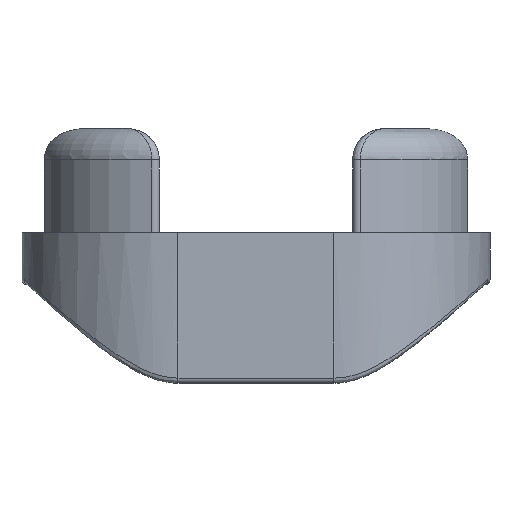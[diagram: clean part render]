
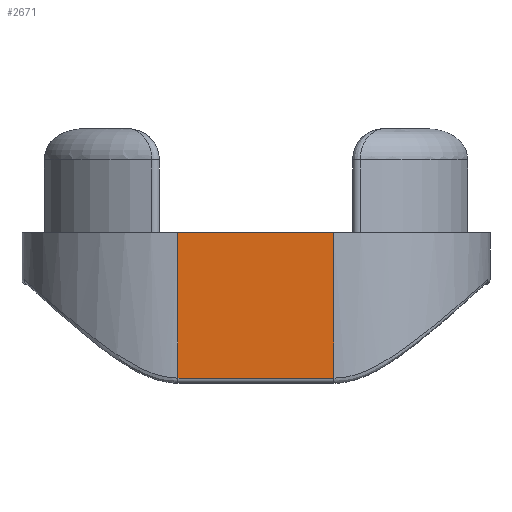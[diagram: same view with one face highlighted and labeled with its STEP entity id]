
A CAD part, front view. The second image highlights one B-rep face of the part: STEP entity #2671.
In plain terms, the highlighted planar face has unit normal (0, -1, 0).
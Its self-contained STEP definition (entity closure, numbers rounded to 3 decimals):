
#8 = EDGE_LOOP ( 'NONE', ( #2920, #2923, #2922, #2925 ) ) ;
#431 = CARTESIAN_POINT ( 'NONE',  ( -915.756, 1950.144, 20. ) ) ;
#438 = FACE_OUTER_BOUND ( 'NONE', #8, .T. ) ;
#439 = PLANE ( 'NONE',  #2375 ) ;
#442 = DIRECTION ( 'NONE',  ( 0., 1., 0. ) ) ;
#443 = DIRECTION ( 'NONE',  ( -1., 0., 0. ) ) ;
#781 = LINE ( 'NONE', #816, #1221 ) ;
#812 = LINE ( 'NONE', #814, #1224 ) ;
#814 = CARTESIAN_POINT ( 'NONE',  ( -915.756, 1950.144, 20. ) ) ;
#815 = DIRECTION ( 'NONE',  ( 0., 0., -1. ) ) ;
#816 = CARTESIAN_POINT ( 'NONE',  ( -915.756, 1950.144, 6.02 ) ) ;
#817 = DIRECTION ( 'NONE',  ( 1., 0., 0. ) ) ;
#818 = LINE ( 'NONE', #820, #1225 ) ;
#820 = CARTESIAN_POINT ( 'NONE',  ( -900.756, 1950.144, 20. ) ) ;
#821 = DIRECTION ( 'NONE',  ( 0., 0., -1. ) ) ;
#1221 = VECTOR ( 'NONE', #817, 1000. ) ;
#1224 = VECTOR ( 'NONE', #815, 1000. ) ;
#1225 = VECTOR ( 'NONE', #821, 1000. ) ;
#1395 = VECTOR ( 'NONE', #1930, 1000. ) ;
#1928 = LINE ( 'NONE', #1929, #1395 ) ;
#1929 = CARTESIAN_POINT ( 'NONE',  ( -915.756, 1950.144, 20. ) ) ;
#1930 = DIRECTION ( 'NONE',  ( 1., 0., 0. ) ) ;
#2375 = AXIS2_PLACEMENT_3D ( 'NONE', #431, #442, #443 ) ;
#2472 = VERTEX_POINT ( 'NONE', #2984 ) ;
#2518 = VERTEX_POINT ( 'NONE', #3417 ) ;
#2519 = VERTEX_POINT ( 'NONE', #3418 ) ;
#2543 = VERTEX_POINT ( 'NONE', #3442 ) ;
#2671 = ADVANCED_FACE ( 'NONE', ( #438 ), #439, .F. ) ;
#2726 = EDGE_CURVE ( 'NONE', #2518, #2472, #812, .T. ) ;
#2727 = EDGE_CURVE ( 'NONE', #2472, #2543, #781, .T. ) ;
#2728 = EDGE_CURVE ( 'NONE', #2519, #2543, #818, .T. ) ;
#2920 = ORIENTED_EDGE ( 'NONE', *, *, #2726, .T. ) ;
#2922 = ORIENTED_EDGE ( 'NONE', *, *, #2728, .F. ) ;
#2923 = ORIENTED_EDGE ( 'NONE', *, *, #2727, .T. ) ;
#2925 = ORIENTED_EDGE ( 'NONE', *, *, #3912, .F. ) ;
#2984 = CARTESIAN_POINT ( 'NONE',  ( -915.756, 1950.144, 6.02 ) ) ;
#3417 = CARTESIAN_POINT ( 'NONE',  ( -915.756, 1950.144, 20. ) ) ;
#3418 = CARTESIAN_POINT ( 'NONE',  ( -900.756, 1950.144, 20. ) ) ;
#3442 = CARTESIAN_POINT ( 'NONE',  ( -900.756, 1950.144, 6.02 ) ) ;
#3912 = EDGE_CURVE ( 'NONE', #2518, #2519, #1928, .T. ) ;
